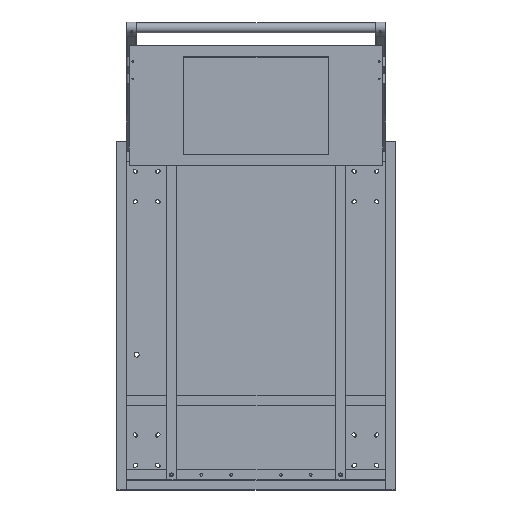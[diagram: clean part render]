
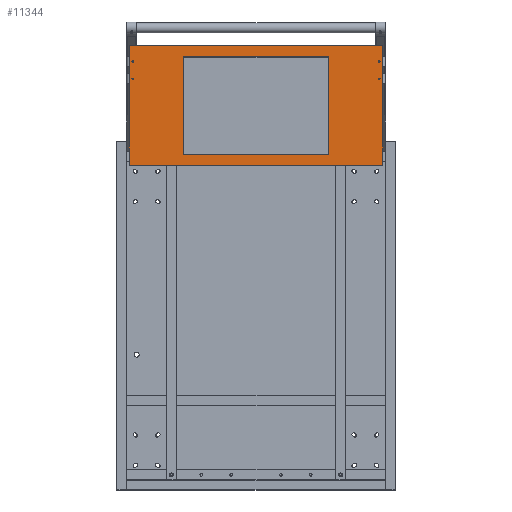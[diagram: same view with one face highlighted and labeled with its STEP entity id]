
A CAD part, top view. The second image highlights one B-rep face of the part: STEP entity #11344.
In plain terms, the highlighted planar face has unit normal (0, 0, 1).
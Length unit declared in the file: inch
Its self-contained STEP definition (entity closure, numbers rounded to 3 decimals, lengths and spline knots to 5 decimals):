
#743=FACE_BOUND('',#2585,.T.);
#744=FACE_BOUND('',#2586,.T.);
#745=FACE_BOUND('',#2587,.T.);
#746=FACE_BOUND('',#2588,.T.);
#747=FACE_BOUND('',#2589,.T.);
#1041=PLANE('',#12884);
#1752=FACE_OUTER_BOUND('',#2584,.T.);
#2584=EDGE_LOOP('',(#10426,#10427,#10428,#10429));
#2585=EDGE_LOOP('',(#10430));
#2586=EDGE_LOOP('',(#10431));
#2587=EDGE_LOOP('',(#10432));
#2588=EDGE_LOOP('',(#10433));
#2589=EDGE_LOOP('',(#10434,#10435,#10436,#10437));
#3474=LINE('',#20802,#4362);
#3476=LINE('',#20810,#4364);
#3479=LINE('',#20819,#4367);
#3480=LINE('',#20821,#4368);
#3482=LINE('',#20826,#4370);
#3483=LINE('',#20828,#4371);
#3484=LINE('',#20830,#4372);
#3485=LINE('',#20831,#4373);
#4362=VECTOR('',#16258,0.3937);
#4364=VECTOR('',#16266,0.3937);
#4367=VECTOR('',#16275,0.3937);
#4368=VECTOR('',#16278,0.3937);
#4370=VECTOR('',#16282,0.3937);
#4371=VECTOR('',#16283,0.3937);
#4372=VECTOR('',#16284,0.3937);
#4373=VECTOR('',#16285,0.3937);
#4919=CIRCLE('',#12885,0.0885);
#4920=CIRCLE('',#12886,0.0885);
#4921=CIRCLE('',#12887,0.0885);
#4922=CIRCLE('',#12888,0.0885);
#5889=VERTEX_POINT('',#20800);
#5890=VERTEX_POINT('',#20801);
#5893=VERTEX_POINT('',#20809);
#5896=VERTEX_POINT('',#20817);
#5897=VERTEX_POINT('',#20824);
#5898=VERTEX_POINT('',#20825);
#5899=VERTEX_POINT('',#20827);
#5900=VERTEX_POINT('',#20829);
#5901=VERTEX_POINT('',#20832);
#5902=VERTEX_POINT('',#20834);
#5903=VERTEX_POINT('',#20836);
#5904=VERTEX_POINT('',#20838);
#7402=EDGE_CURVE('',#5889,#5890,#3474,.T.);
#7406=EDGE_CURVE('',#5890,#5893,#3476,.T.);
#7411=EDGE_CURVE('',#5896,#5889,#3479,.T.);
#7412=EDGE_CURVE('',#5893,#5896,#3480,.T.);
#7414=EDGE_CURVE('',#5897,#5898,#3482,.T.);
#7415=EDGE_CURVE('',#5898,#5899,#3483,.T.);
#7416=EDGE_CURVE('',#5900,#5899,#3484,.T.);
#7417=EDGE_CURVE('',#5897,#5900,#3485,.T.);
#7418=EDGE_CURVE('',#5901,#5901,#4919,.T.);
#7419=EDGE_CURVE('',#5902,#5902,#4920,.T.);
#7420=EDGE_CURVE('',#5903,#5903,#4921,.T.);
#7421=EDGE_CURVE('',#5904,#5904,#4922,.T.);
#10426=ORIENTED_EDGE('',*,*,#7414,.T.);
#10427=ORIENTED_EDGE('',*,*,#7415,.T.);
#10428=ORIENTED_EDGE('',*,*,#7416,.F.);
#10429=ORIENTED_EDGE('',*,*,#7417,.F.);
#10430=ORIENTED_EDGE('',*,*,#7418,.T.);
#10431=ORIENTED_EDGE('',*,*,#7419,.T.);
#10432=ORIENTED_EDGE('',*,*,#7420,.T.);
#10433=ORIENTED_EDGE('',*,*,#7421,.T.);
#10434=ORIENTED_EDGE('',*,*,#7402,.F.);
#10435=ORIENTED_EDGE('',*,*,#7411,.F.);
#10436=ORIENTED_EDGE('',*,*,#7412,.F.);
#10437=ORIENTED_EDGE('',*,*,#7406,.F.);
#11344=ADVANCED_FACE('',(#1752,#743,#744,#745,#746,#747),#1041,.T.);
#12884=AXIS2_PLACEMENT_3D('',#20823,#16280,#16281);
#12885=AXIS2_PLACEMENT_3D('',#20833,#16286,#16287);
#12886=AXIS2_PLACEMENT_3D('',#20835,#16288,#16289);
#12887=AXIS2_PLACEMENT_3D('',#20837,#16290,#16291);
#12888=AXIS2_PLACEMENT_3D('',#20839,#16292,#16293);
#16258=DIRECTION('',(0.,-1.,0.));
#16266=DIRECTION('',(1.,0.,0.));
#16275=DIRECTION('',(-1.,0.,0.));
#16278=DIRECTION('',(0.,1.,0.));
#16280=DIRECTION('center_axis',(0.,0.,1.));
#16281=DIRECTION('ref_axis',(0.,-1.,0.));
#16282=DIRECTION('',(0.,-1.,0.));
#16283=DIRECTION('',(1.,0.,0.));
#16284=DIRECTION('',(0.,-1.,0.));
#16285=DIRECTION('',(1.,0.,0.));
#16286=DIRECTION('center_axis',(0.,0.,-1.));
#16287=DIRECTION('ref_axis',(1.,0.,0.));
#16288=DIRECTION('center_axis',(0.,0.,-1.));
#16289=DIRECTION('ref_axis',(1.,0.,0.));
#16290=DIRECTION('center_axis',(0.,0.,-1.));
#16291=DIRECTION('ref_axis',(1.,0.,0.));
#16292=DIRECTION('center_axis',(0.,0.,-1.));
#16293=DIRECTION('ref_axis',(1.,0.,0.));
#20800=CARTESIAN_POINT('',(6.7,8.50387,23.225));
#20801=CARTESIAN_POINT('',(6.7,-1.34613,23.225));
#20802=CARTESIAN_POINT('',(6.7,4.15941,23.225));
#20809=CARTESIAN_POINT('',(21.3,-1.34613,23.225));
#20810=CARTESIAN_POINT('',(11.25,-1.34613,23.225));
#20817=CARTESIAN_POINT('',(21.3,8.50387,23.225));
#20819=CARTESIAN_POINT('',(4.,8.50387,23.225));
#20821=CARTESIAN_POINT('',(21.3,9.03441,23.225));
#20823=CARTESIAN_POINT('Origin',(1.25,9.61495,23.225));
#20824=CARTESIAN_POINT('',(1.25,9.61495,23.225));
#20825=CARTESIAN_POINT('',(1.25,-2.38505,23.225));
#20826=CARTESIAN_POINT('',(1.25,9.61495,23.225));
#20827=CARTESIAN_POINT('',(26.75,-2.38505,23.225));
#20828=CARTESIAN_POINT('',(1.25,-2.38505,23.225));
#20829=CARTESIAN_POINT('',(26.75,9.61495,23.225));
#20830=CARTESIAN_POINT('',(26.75,9.61495,23.225));
#20831=CARTESIAN_POINT('',(1.25,9.61495,23.225));
#20832=CARTESIAN_POINT('',(1.536,8.01762,23.225));
#20833=CARTESIAN_POINT('Origin',(1.6245,8.01762,23.225));
#20834=CARTESIAN_POINT('',(26.287,6.26762,23.225));
#20835=CARTESIAN_POINT('Origin',(26.3755,6.26762,23.225));
#20836=CARTESIAN_POINT('',(1.536,6.26762,23.225));
#20837=CARTESIAN_POINT('Origin',(1.6245,6.26762,23.225));
#20838=CARTESIAN_POINT('',(26.287,8.01762,23.225));
#20839=CARTESIAN_POINT('Origin',(26.3755,8.01762,23.225));
